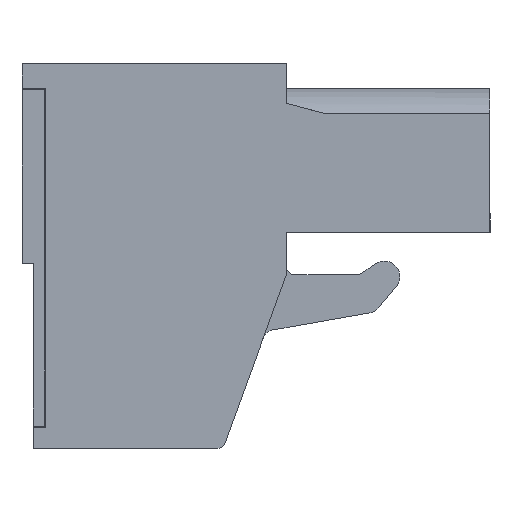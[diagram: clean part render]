
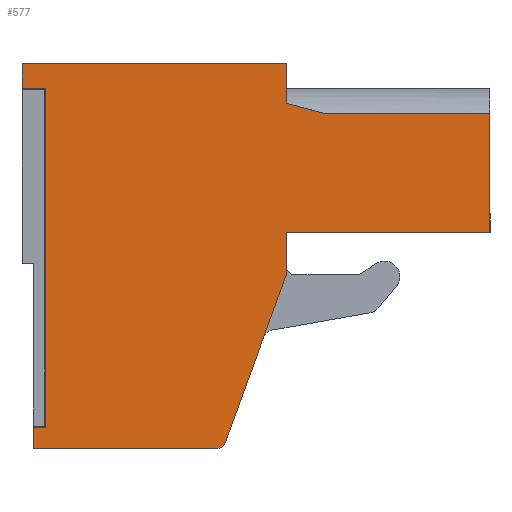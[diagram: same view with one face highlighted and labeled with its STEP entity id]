
A CAD part, front view. The second image highlights one B-rep face of the part: STEP entity #577.
In plain terms, the highlighted planar face has unit normal (0, -1, 0).
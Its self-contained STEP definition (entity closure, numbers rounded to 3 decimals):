
#577 = ADVANCED_FACE( '', ( #1427 ), #1428, .F. );
#1427 = FACE_OUTER_BOUND( '', #2622, .T. );
#1428 = PLANE( '', #2623 );
#2622 = EDGE_LOOP( '', ( #4375, #4376, #4377, #4378, #4379, #4380, #4381, #4382, #4383, #4384, #4385, #4386, #4387, #4388, #4389 ) );
#2623 = AXIS2_PLACEMENT_3D( '', #4390, #4391, #4392 );
#4375 = ORIENTED_EDGE( '', *, *, #7190, .F. );
#4376 = ORIENTED_EDGE( '', *, *, #6698, .T. );
#4377 = ORIENTED_EDGE( '', *, *, #6686, .F. );
#4378 = ORIENTED_EDGE( '', *, *, #7191, .F. );
#4379 = ORIENTED_EDGE( '', *, *, #7192, .F. );
#4380 = ORIENTED_EDGE( '', *, *, #7193, .T. );
#4381 = ORIENTED_EDGE( '', *, *, #7194, .F. );
#4382 = ORIENTED_EDGE( '', *, *, #6988, .F. );
#4383 = ORIENTED_EDGE( '', *, *, #7195, .T. );
#4384 = ORIENTED_EDGE( '', *, *, #7196, .F. );
#4385 = ORIENTED_EDGE( '', *, *, #6822, .T. );
#4386 = ORIENTED_EDGE( '', *, *, #7197, .F. );
#4387 = ORIENTED_EDGE( '', *, *, #7198, .F. );
#4388 = ORIENTED_EDGE( '', *, *, #7199, .F. );
#4389 = ORIENTED_EDGE( '', *, *, #7200, .F. );
#4390 = CARTESIAN_POINT( '', ( 42.3, 0.4, -0.7 ) );
#4391 = DIRECTION( '', ( 0., 1., 0. ) );
#4392 = DIRECTION( '', ( 1., 0., 0. ) );
#6686 = EDGE_CURVE( '', #7919, #7921, #7922, .T. );
#6698 = EDGE_CURVE( '', #7941, #7921, #7942, .T. );
#6822 = EDGE_CURVE( '', #8165, #8166, #8167, .T. );
#6988 = EDGE_CURVE( '', #8444, #8446, #8447, .T. );
#7190 = EDGE_CURVE( '', #7941, #8778, #8779, .T. );
#7191 = EDGE_CURVE( '', #8780, #7919, #8781, .T. );
#7192 = EDGE_CURVE( '', #8782, #8780, #8783, .T. );
#7193 = EDGE_CURVE( '', #8782, #8784, #8785, .F. );
#7194 = EDGE_CURVE( '', #8446, #8784, #8786, .T. );
#7195 = EDGE_CURVE( '', #8444, #8787, #8788, .T. );
#7196 = EDGE_CURVE( '', #8165, #8787, #8789, .T. );
#7197 = EDGE_CURVE( '', #8790, #8166, #8791, .T. );
#7198 = EDGE_CURVE( '', #8792, #8790, #8793, .T. );
#7199 = EDGE_CURVE( '', #8794, #8792, #8795, .T. );
#7200 = EDGE_CURVE( '', #8778, #8794, #8796, .T. );
#7919 = VERTEX_POINT( '', #9733 );
#7921 = VERTEX_POINT( '', #9736 );
#7922 = LINE( '', #9737, #9738 );
#7941 = VERTEX_POINT( '', #9764 );
#7942 = LINE( '', #9765, #9766 );
#8165 = VERTEX_POINT( '', #10066 );
#8166 = VERTEX_POINT( '', #10067 );
#8167 = LINE( '', #10068, #10069 );
#8444 = VERTEX_POINT( '', #10465 );
#8446 = VERTEX_POINT( '', #10468 );
#8447 = LINE( '', #10469, #10470 );
#8778 = VERTEX_POINT( '', #10926 );
#8779 = LINE( '', #10927, #10928 );
#8780 = VERTEX_POINT( '', #10929 );
#8781 = LINE( '', #10930, #10931 );
#8782 = VERTEX_POINT( '', #10932 );
#8783 = LINE( '', #10933, #10934 );
#8784 = VERTEX_POINT( '', #10935 );
#8785 = CIRCLE( '', #10936, 0.3 );
#8786 = LINE( '', #10937, #10938 );
#8787 = VERTEX_POINT( '', #10939 );
#8788 = LINE( '', #10940, #10941 );
#8789 = LINE( '', #10942, #10943 );
#8790 = VERTEX_POINT( '', #10944 );
#8791 = LINE( '', #10945, #10946 );
#8792 = VERTEX_POINT( '', #10947 );
#8793 = LINE( '', #10948, #10949 );
#8794 = VERTEX_POINT( '', #10950 );
#8795 = LINE( '', #10951, #10952 );
#8796 = LINE( '', #10953, #10954 );
#9733 = CARTESIAN_POINT( '', ( 23.9, 0.4, -8.55 ) );
#9736 = CARTESIAN_POINT( '', ( 24.4, 0.4, -8.55 ) );
#9737 = CARTESIAN_POINT( '', ( 24.45, 0.4, -8.55 ) );
#9738 = VECTOR( '', #12199, 1000. );
#9764 = CARTESIAN_POINT( '', ( 24.4, 0.4, 5.1 ) );
#9765 = CARTESIAN_POINT( '', ( 24.4, 0.4, -8.09 ) );
#9766 = VECTOR( '', #12210, 1000. );
#10066 = CARTESIAN_POINT( '', ( 42.3, 0.4, 4.1 ) );
#10067 = CARTESIAN_POINT( '', ( 35.593, 0.4, 4.1 ) );
#10068 = CARTESIAN_POINT( '', ( 35.593, 0.4, 4.1 ) );
#10069 = VECTOR( '', #12363, 1000. );
#10465 = CARTESIAN_POINT( '', ( 34.1, 0.4, -0.7 ) );
#10468 = CARTESIAN_POINT( '', ( 34.1, 0.4, -2.4 ) );
#10469 = CARTESIAN_POINT( '', ( 34.1, 0.4, 4.5 ) );
#10470 = VECTOR( '', #12529, 1000. );
#10926 = CARTESIAN_POINT( '', ( 23.45, 0.4, 5.1 ) );
#10927 = CARTESIAN_POINT( '', ( 23.25, 0.4, 5.1 ) );
#10928 = VECTOR( '', #12763, 1000. );
#10929 = CARTESIAN_POINT( '', ( 23.9, 0.4, -9.4 ) );
#10930 = CARTESIAN_POINT( '', ( 23.9, 0.4, -8.24 ) );
#10931 = VECTOR( '', #12764, 1000. );
#10932 = CARTESIAN_POINT( '', ( 31.342, 0.4, -9.4 ) );
#10933 = CARTESIAN_POINT( '', ( 23.75, 0.4, -9.4 ) );
#10934 = VECTOR( '', #12765, 1000. );
#10935 = CARTESIAN_POINT( '', ( 31.624, 0.4, -9.203 ) );
#10936 = AXIS2_PLACEMENT_3D( '', #12766, #12767, #12768 );
#10937 = CARTESIAN_POINT( '', ( 31.734, 0.4, -8.9 ) );
#10938 = VECTOR( '', #12769, 1000. );
#10939 = CARTESIAN_POINT( '', ( 42.3, 0.4, -0.7 ) );
#10940 = CARTESIAN_POINT( '', ( 42.4, 0.4, -0.7 ) );
#10941 = VECTOR( '', #12770, 1000. );
#10942 = CARTESIAN_POINT( '', ( 42.3, 0.4, 3.2 ) );
#10943 = VECTOR( '', #12771, 1000. );
#10944 = CARTESIAN_POINT( '', ( 34.1, 0.4, 4.5 ) );
#10945 = CARTESIAN_POINT( '', ( 35.593, 0.4, 4.1 ) );
#10946 = VECTOR( '', #12772, 1000. );
#10947 = CARTESIAN_POINT( '', ( 34.1, 0.4, 6.1 ) );
#10948 = CARTESIAN_POINT( '', ( 34.1, 0.4, 4.5 ) );
#10949 = VECTOR( '', #12773, 1000. );
#10950 = CARTESIAN_POINT( '', ( 23.45, 0.4, 6.1 ) );
#10951 = CARTESIAN_POINT( '', ( 34.1, 0.4, 6.1 ) );
#10952 = VECTOR( '', #12774, 1000. );
#10953 = CARTESIAN_POINT( '', ( 23.45, 0.4, 6.1 ) );
#10954 = VECTOR( '', #12775, 1000. );
#12199 = DIRECTION( '', ( 1., 0., 0. ) );
#12210 = DIRECTION( '', ( 0., 0., -1. ) );
#12363 = DIRECTION( '', ( -1., 0., 0. ) );
#12529 = DIRECTION( '', ( 0., 0., -1. ) );
#12763 = DIRECTION( '', ( -1., 0., 0. ) );
#12764 = DIRECTION( '', ( 0., 0., 1. ) );
#12765 = DIRECTION( '', ( -1., 0., 0. ) );
#12766 = CARTESIAN_POINT( '', ( 31.342, 0.4, -9.1 ) );
#12767 = DIRECTION( '', ( 0., 1., 0. ) );
#12768 = DIRECTION( '', ( 1., 0., 0. ) );
#12769 = DIRECTION( '', ( -0.342, 0., -0.94 ) );
#12770 = DIRECTION( '', ( 1., 0., 0. ) );
#12771 = DIRECTION( '', ( 0., 0., -1. ) );
#12772 = DIRECTION( '', ( 0.966, 0., -0.259 ) );
#12773 = DIRECTION( '', ( 0., 0., -1. ) );
#12774 = DIRECTION( '', ( 1., 0., 0. ) );
#12775 = DIRECTION( '', ( 0., 0., 1. ) );
